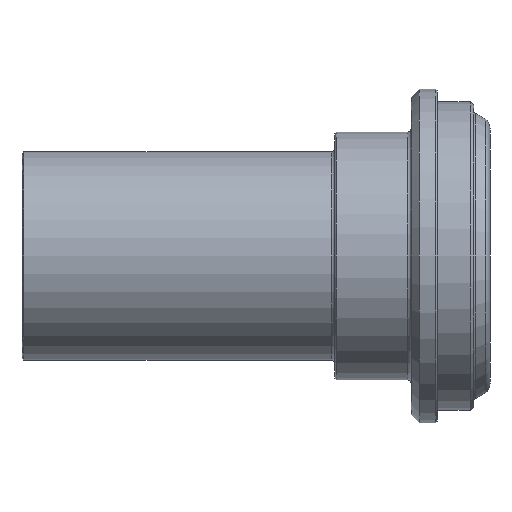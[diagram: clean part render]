
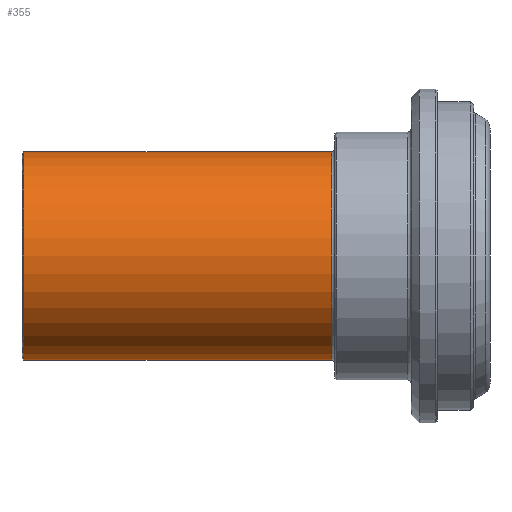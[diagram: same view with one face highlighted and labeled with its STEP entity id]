
A CAD part, front view. The second image highlights one B-rep face of the part: STEP entity #355.
In plain terms, the highlighted cylindrical face has radius 6.35 mm (diameter 12.7 mm), a full revolution.
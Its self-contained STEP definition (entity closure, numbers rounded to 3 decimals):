
#39=FACE_OUTER_BOUND('',#64,.T.);
#64=EDGE_LOOP('',(#245,#246,#247,#248,#249));
#94=LINE('',#609,#109);
#109=VECTOR('',#468,6.35);
#124=CIRCLE('',#401,6.35);
#125=CIRCLE('',#402,6.35);
#126=CIRCLE('',#403,6.35);
#161=VERTEX_POINT('',#605);
#162=VERTEX_POINT('',#606);
#163=VERTEX_POINT('',#608);
#193=EDGE_CURVE('',#161,#162,#124,.T.);
#194=EDGE_CURVE('',#161,#163,#94,.T.);
#195=EDGE_CURVE('',#163,#163,#125,.T.);
#196=EDGE_CURVE('',#162,#161,#126,.T.);
#245=ORIENTED_EDGE('',*,*,#193,.F.);
#246=ORIENTED_EDGE('',*,*,#194,.T.);
#247=ORIENTED_EDGE('',*,*,#195,.T.);
#248=ORIENTED_EDGE('',*,*,#194,.F.);
#249=ORIENTED_EDGE('',*,*,#196,.F.);
#349=CYLINDRICAL_SURFACE('',#400,6.35);
#355=ADVANCED_FACE('',(#39),#349,.T.);
#400=AXIS2_PLACEMENT_3D('',#604,#464,#465);
#401=AXIS2_PLACEMENT_3D('',#607,#466,#467);
#402=AXIS2_PLACEMENT_3D('',#610,#469,#470);
#403=AXIS2_PLACEMENT_3D('',#611,#471,#472);
#464=DIRECTION('center_axis',(1.,0.,0.));
#465=DIRECTION('ref_axis',(0.,1.,0.));
#466=DIRECTION('center_axis',(1.,0.,0.));
#467=DIRECTION('ref_axis',(0.,0.,-1.));
#468=DIRECTION('',(-1.,0.,0.));
#469=DIRECTION('center_axis',(1.,0.,0.));
#470=DIRECTION('ref_axis',(0.,0.,-1.));
#471=DIRECTION('center_axis',(1.,0.,0.));
#472=DIRECTION('ref_axis',(0.,0.,-1.));
#604=CARTESIAN_POINT('Origin',(9.475,0.,0.));
#605=CARTESIAN_POINT('',(18.85,-6.35,0.));
#606=CARTESIAN_POINT('',(18.85,0.,6.35));
#607=CARTESIAN_POINT('Origin',(18.85,0.,0.));
#608=CARTESIAN_POINT('',(0.1,-6.35,0.));
#609=CARTESIAN_POINT('',(9.475,-6.35,0.));
#610=CARTESIAN_POINT('Origin',(0.1,0.,0.));
#611=CARTESIAN_POINT('Origin',(18.85,0.,0.));
